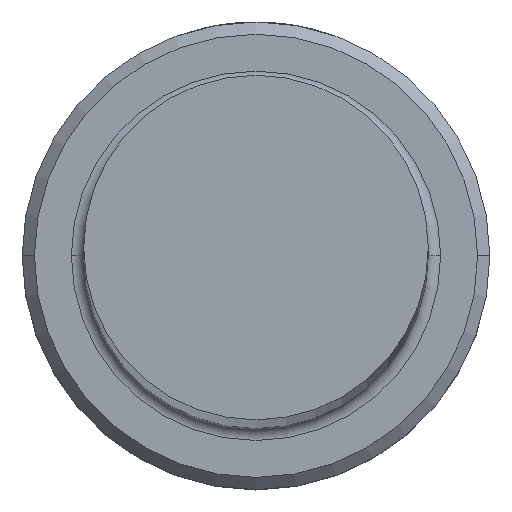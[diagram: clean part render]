
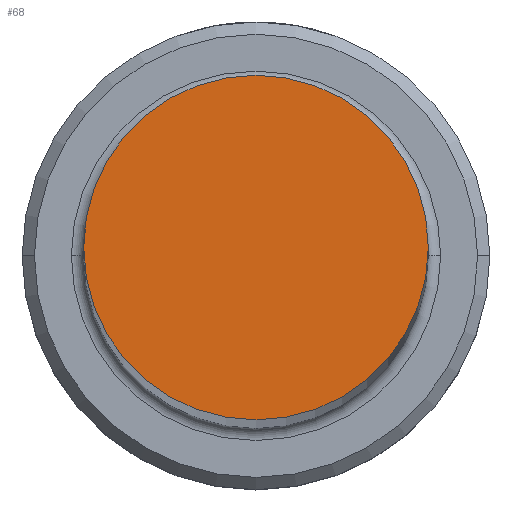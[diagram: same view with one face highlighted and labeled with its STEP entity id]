
A CAD part, top view. The second image highlights one B-rep face of the part: STEP entity #68.
In plain terms, the highlighted planar face has unit normal (0, 0, 1).
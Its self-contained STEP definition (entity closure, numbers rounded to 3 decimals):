
#11 = CIRCLE ( 'NONE', #91, 7. ) ;
#34 = CARTESIAN_POINT ( 'NONE',  ( 7., 0., 200. ) ) ;
#68 = ADVANCED_FACE ( 'NONE', ( #942 ), #1123, .T. ) ;
#91 = AXIS2_PLACEMENT_3D ( 'NONE', #538, #1164, #635 ) ;
#125 = CARTESIAN_POINT ( 'NONE',  ( -7., 0., 200. ) ) ;
#152 = VERTEX_POINT ( 'NONE', #34 ) ;
#209 = AXIS2_PLACEMENT_3D ( 'NONE', #924, #371, #1016 ) ;
#223 = EDGE_LOOP ( 'NONE', ( #389, #763 ) ) ;
#269 = VERTEX_POINT ( 'NONE', #125 ) ;
#371 = DIRECTION ( 'NONE',  ( 0., 0., 1. ) ) ;
#389 = ORIENTED_EDGE ( 'NONE', *, *, #865, .T. ) ;
#492 = EDGE_CURVE ( 'NONE', #152, #269, #861, .T. ) ;
#538 = CARTESIAN_POINT ( 'NONE',  ( 0., 0., 200. ) ) ;
#635 = DIRECTION ( 'NONE',  ( 1., 0., 0. ) ) ;
#763 = ORIENTED_EDGE ( 'NONE', *, *, #492, .T. ) ;
#861 = CIRCLE ( 'NONE', #209, 7. ) ;
#865 = EDGE_CURVE ( 'NONE', #269, #152, #11, .T. ) ;
#924 = CARTESIAN_POINT ( 'NONE',  ( 0., 0., 200. ) ) ;
#942 = FACE_OUTER_BOUND ( 'NONE', #223, .T. ) ;
#953 = DIRECTION ( 'NONE',  ( 1., 0., 0. ) ) ;
#967 = DIRECTION ( 'NONE',  ( 0., 0., 1. ) ) ;
#978 = AXIS2_PLACEMENT_3D ( 'NONE', #1115, #967, #953 ) ;
#1016 = DIRECTION ( 'NONE',  ( 1., 0., 0. ) ) ;
#1115 = CARTESIAN_POINT ( 'NONE',  ( 0., 0., 200. ) ) ;
#1123 = PLANE ( 'NONE',  #978 ) ;
#1164 = DIRECTION ( 'NONE',  ( 0., 0., 1. ) ) ;
